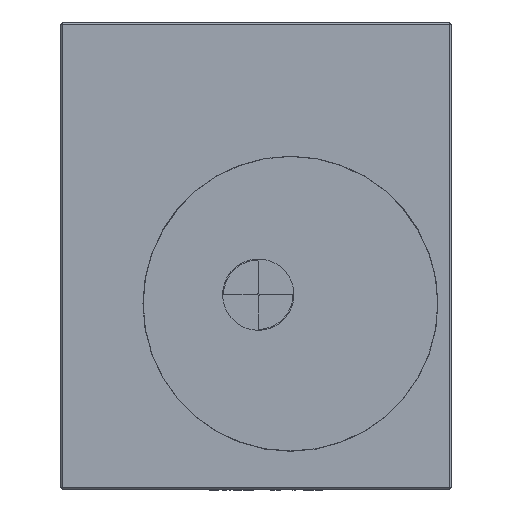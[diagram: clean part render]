
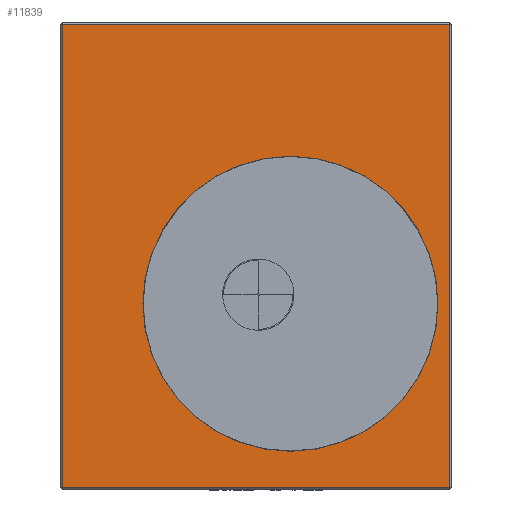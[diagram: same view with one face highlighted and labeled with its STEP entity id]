
A CAD part, left-side view. The second image highlights one B-rep face of the part: STEP entity #11839.
In plain terms, the highlighted planar face has unit normal (-1, 0, 0).
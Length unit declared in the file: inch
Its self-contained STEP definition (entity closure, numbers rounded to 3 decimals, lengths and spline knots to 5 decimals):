
#790 = CARTESIAN_POINT ( 'NONE',  ( -0.4925, -0.4075, -0.4875 ) ) ;
#818 = EDGE_LOOP ( 'NONE', ( #10274, #8962 ) ) ;
#1204 = DIRECTION ( 'NONE',  ( -1., 0., 0. ) ) ;
#1302 = VERTEX_POINT ( 'NONE', #17307 ) ;
#2648 = EDGE_CURVE ( 'NONE', #4359, #14182, #8949, .T. ) ;
#2703 = CARTESIAN_POINT ( 'NONE',  ( -0.4925, 0.4125, 0.4875 ) ) ;
#4359 = VERTEX_POINT ( 'NONE', #8141 ) ;
#5259 = DIRECTION ( 'NONE',  ( 0., 1., 0. ) ) ;
#5528 = DIRECTION ( 'NONE',  ( -1., 0., 0. ) ) ;
#5967 = LINE ( 'NONE', #29394, #9176 ) ;
#6507 = DIRECTION ( 'NONE',  ( 1., 0., 0. ) ) ;
#6729 = VECTOR ( 'NONE', #27778, 39.37008 ) ;
#6868 = EDGE_CURVE ( 'NONE', #1302, #11202, #31897, .T. ) ;
#7284 = CARTESIAN_POINT ( 'NONE',  ( -0.4925, 0.4125, -0.4875 ) ) ;
#8141 = CARTESIAN_POINT ( 'NONE',  ( -0.4925, 0.4075, 0.4875 ) ) ;
#8467 = CARTESIAN_POINT ( 'NONE',  ( -0.4925, -0.0725, 0.21 ) ) ;
#8949 = LINE ( 'NONE', #21670, #21761 ) ;
#8962 = ORIENTED_EDGE ( 'NONE', *, *, #6868, .F. ) ;
#9135 = VERTEX_POINT ( 'NONE', #790 ) ;
#9176 = VECTOR ( 'NONE', #14104, 39.37008 ) ;
#9327 = FACE_BOUND ( 'NONE', #818, .T. ) ;
#9418 = ORIENTED_EDGE ( 'NONE', *, *, #27685, .T. ) ;
#10274 = ORIENTED_EDGE ( 'NONE', *, *, #23017, .F. ) ;
#10358 = EDGE_CURVE ( 'NONE', #12222, #4359, #32786, .T. ) ;
#11202 = VERTEX_POINT ( 'NONE', #8467 ) ;
#11839 = ADVANCED_FACE ( 'NONE', ( #15375, #9327 ), #21758, .F. ) ;
#12222 = VERTEX_POINT ( 'NONE', #28891 ) ;
#12393 = VECTOR ( 'NONE', #5259, 39.37008 ) ;
#12629 = AXIS2_PLACEMENT_3D ( 'NONE', #21858, #6507, #24428 ) ;
#13247 = ORIENTED_EDGE ( 'NONE', *, *, #19380, .T. ) ;
#14070 = DIRECTION ( 'NONE',  ( 0., 0., -1. ) ) ;
#14104 = DIRECTION ( 'NONE',  ( 0., 0., 1. ) ) ;
#14182 = VERTEX_POINT ( 'NONE', #24635 ) ;
#15375 = FACE_OUTER_BOUND ( 'NONE', #26785, .T. ) ;
#15632 = CIRCLE ( 'NONE', #21334, 0.3105 ) ;
#16525 = CARTESIAN_POINT ( 'NONE',  ( -0.4925, -0.0725, -0.1005 ) ) ;
#17307 = CARTESIAN_POINT ( 'NONE',  ( -0.4925, -0.0725, -0.411 ) ) ;
#17983 = AXIS2_PLACEMENT_3D ( 'NONE', #16525, #1204, #19084 ) ;
#19084 = DIRECTION ( 'NONE',  ( 0., 0., 1. ) ) ;
#19380 = EDGE_CURVE ( 'NONE', #9135, #12222, #5967, .T. ) ;
#20364 = LINE ( 'NONE', #7284, #6729 ) ;
#20619 = ORIENTED_EDGE ( 'NONE', *, *, #2648, .T. ) ;
#20848 = CARTESIAN_POINT ( 'NONE',  ( -0.4925, -0.0725, -0.1005 ) ) ;
#21334 = AXIS2_PLACEMENT_3D ( 'NONE', #20848, #5528, #23416 ) ;
#21670 = CARTESIAN_POINT ( 'NONE',  ( -0.4925, 0.4075, 0.4925 ) ) ;
#21758 = PLANE ( 'NONE',  #12629 ) ;
#21761 = VECTOR ( 'NONE', #14070, 39.37008 ) ;
#21858 = CARTESIAN_POINT ( 'NONE',  ( -0.4925, 0.4125, 0.4925 ) ) ;
#23017 = EDGE_CURVE ( 'NONE', #11202, #1302, #15632, .T. ) ;
#23416 = DIRECTION ( 'NONE',  ( 0., 0., 1. ) ) ;
#24428 = DIRECTION ( 'NONE',  ( 0., 0., -1. ) ) ;
#24635 = CARTESIAN_POINT ( 'NONE',  ( -0.4925, 0.4075, -0.4875 ) ) ;
#26785 = EDGE_LOOP ( 'NONE', ( #20619, #9418, #13247, #30751 ) ) ;
#27685 = EDGE_CURVE ( 'NONE', #14182, #9135, #20364, .T. ) ;
#27778 = DIRECTION ( 'NONE',  ( 0., -1., 0. ) ) ;
#28891 = CARTESIAN_POINT ( 'NONE',  ( -0.4925, -0.4075, 0.4875 ) ) ;
#29394 = CARTESIAN_POINT ( 'NONE',  ( -0.4925, -0.4075, 0.4925 ) ) ;
#30751 = ORIENTED_EDGE ( 'NONE', *, *, #10358, .T. ) ;
#31897 = CIRCLE ( 'NONE', #17983, 0.3105 ) ;
#32786 = LINE ( 'NONE', #2703, #12393 ) ;
